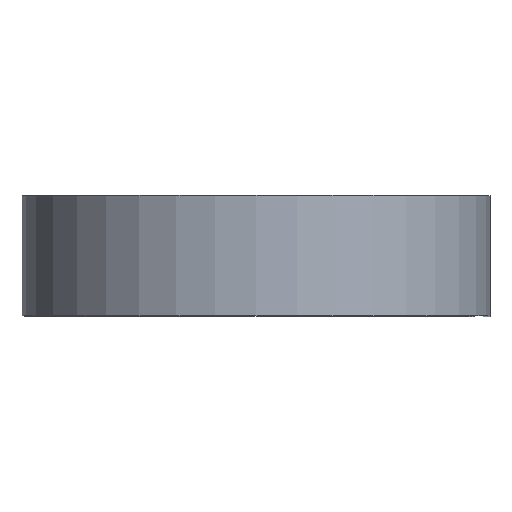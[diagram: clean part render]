
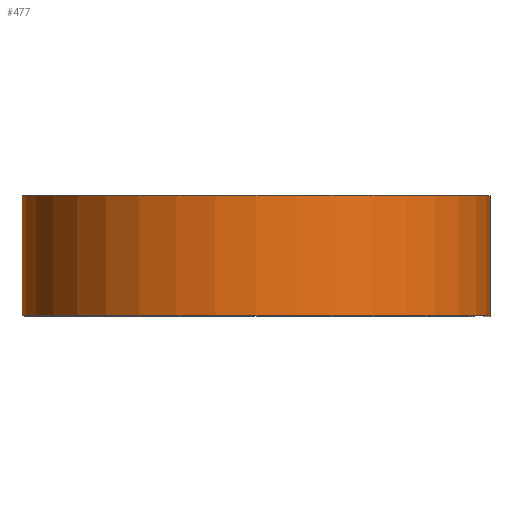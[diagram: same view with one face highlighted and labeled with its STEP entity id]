
A CAD part, top view. The second image highlights one B-rep face of the part: STEP entity #477.
In plain terms, the highlighted cylindrical face has radius 43.282 mm (diameter 86.563 mm), a partial arc.
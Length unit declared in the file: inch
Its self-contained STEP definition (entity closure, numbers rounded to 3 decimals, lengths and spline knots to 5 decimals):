
#2 = VECTOR ( 'NONE', #207, 39.37008 ) ;
#6 = AXIS2_PLACEMENT_3D ( 'NONE', #327, #322, #305 ) ;
#34 = DIRECTION ( 'NONE',  ( 0., -1., 0. ) ) ;
#66 = VECTOR ( 'NONE', #221, 39.37008 ) ;
#73 = ORIENTED_EDGE ( 'NONE', *, *, #308, .F. ) ;
#81 = CARTESIAN_POINT ( 'NONE',  ( 0., 0.4375, 0. ) ) ;
#86 = CARTESIAN_POINT ( 'NONE',  ( 1.704, 0.4375, 0. ) ) ;
#88 = LINE ( 'NONE', #433, #66 ) ;
#90 = CARTESIAN_POINT ( 'NONE',  ( 0., 0.4375, 0. ) ) ;
#102 = CARTESIAN_POINT ( 'NONE',  ( 1.704, -0.4375, 0. ) ) ;
#103 = EDGE_LOOP ( 'NONE', ( #517, #127, #73, #562 ) ) ;
#108 = VERTEX_POINT ( 'NONE', #252 ) ;
#119 = EDGE_CURVE ( 'NONE', #108, #346, #88, .T. ) ;
#121 = CIRCLE ( 'NONE', #6, 1.704 ) ;
#127 = ORIENTED_EDGE ( 'NONE', *, *, #536, .F. ) ;
#141 = CIRCLE ( 'NONE', #507, 1.704 ) ;
#165 = VERTEX_POINT ( 'NONE', #86 ) ;
#207 = DIRECTION ( 'NONE',  ( 0., -1., 0. ) ) ;
#221 = DIRECTION ( 'NONE',  ( 0., -1., 0. ) ) ;
#252 = CARTESIAN_POINT ( 'NONE',  ( 0., 0.4375, -1.704 ) ) ;
#296 = FACE_OUTER_BOUND ( 'NONE', #103, .T. ) ;
#305 = DIRECTION ( 'NONE',  ( 1., 0., 0. ) ) ;
#308 = EDGE_CURVE ( 'NONE', #108, #165, #141, .T. ) ;
#322 = DIRECTION ( 'NONE',  ( 0., 1., 0. ) ) ;
#327 = CARTESIAN_POINT ( 'NONE',  ( 0., -0.4375, 0. ) ) ;
#346 = VERTEX_POINT ( 'NONE', #485 ) ;
#388 = EDGE_CURVE ( 'NONE', #346, #651, #121, .T. ) ;
#433 = CARTESIAN_POINT ( 'NONE',  ( 0., 0.4375, -1.704 ) ) ;
#462 = AXIS2_PLACEMENT_3D ( 'NONE', #81, #34, #654 ) ;
#477 = ADVANCED_FACE ( 'NONE', ( #296 ), #709, .T. ) ;
#485 = CARTESIAN_POINT ( 'NONE',  ( 0., -0.4375, -1.704 ) ) ;
#507 = AXIS2_PLACEMENT_3D ( 'NONE', #90, #580, #561 ) ;
#517 = ORIENTED_EDGE ( 'NONE', *, *, #388, .T. ) ;
#536 = EDGE_CURVE ( 'NONE', #165, #651, #736, .T. ) ;
#561 = DIRECTION ( 'NONE',  ( 1., 0., 0. ) ) ;
#562 = ORIENTED_EDGE ( 'NONE', *, *, #119, .T. ) ;
#580 = DIRECTION ( 'NONE',  ( 0., 1., 0. ) ) ;
#609 = CARTESIAN_POINT ( 'NONE',  ( 1.704, 0.4375, 0. ) ) ;
#651 = VERTEX_POINT ( 'NONE', #102 ) ;
#654 = DIRECTION ( 'NONE',  ( 0., 0., -1. ) ) ;
#709 = CYLINDRICAL_SURFACE ( 'NONE', #462, 1.704 ) ;
#736 = LINE ( 'NONE', #609, #2 ) ;
